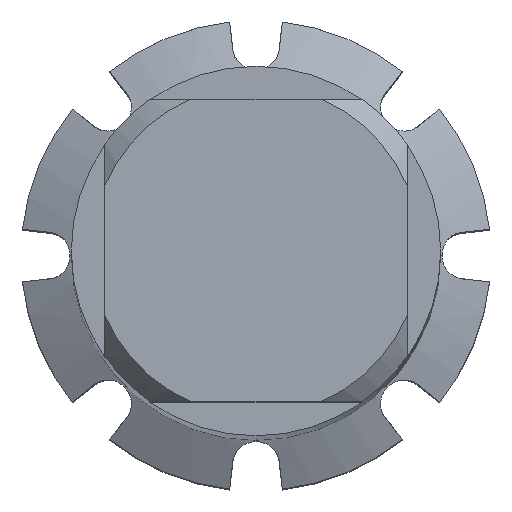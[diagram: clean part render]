
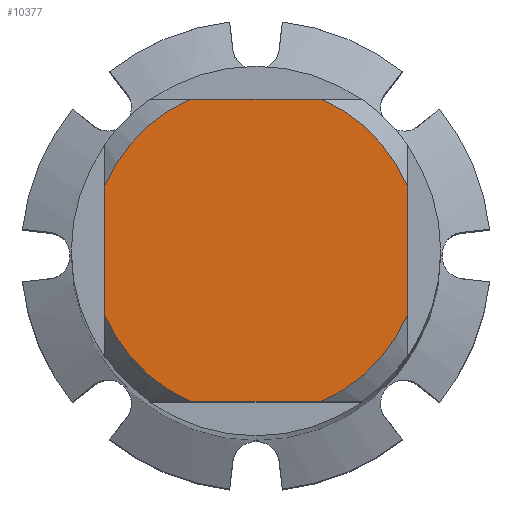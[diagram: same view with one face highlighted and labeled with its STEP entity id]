
A CAD part, top view. The second image highlights one B-rep face of the part: STEP entity #10377.
In plain terms, the highlighted planar face has unit normal (0, 0, 1).
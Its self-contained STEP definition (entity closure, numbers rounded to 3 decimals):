
#3847=EDGE_CURVE('',#8769,#7093,#10940,.T.);
#4233=VERTEX_POINT('',#11354);
#4827=EDGE_CURVE('',#10417,#7307,#11996,.T.);
#5061=EDGE_CURVE('',#8769,#6287,#12251,.T.);
#6095=EDGE_CURVE('',#9951,#6173,#13366,.T.);
#6173=VERTEX_POINT('',#13449);
#6287=VERTEX_POINT('',#13573);
#6703=EDGE_CURVE('',#10417,#7093,#14031,.T.);
#7093=VERTEX_POINT('',#14460);
#7307=VERTEX_POINT('',#14692);
#8419=EDGE_CURVE('',#4233,#7307,#15891,.T.);
#8769=VERTEX_POINT('',#16267);
#9231=EDGE_CURVE('',#9951,#6287,#16769,.T.);
#9587=EDGE_CURVE('',#4233,#6173,#17167,.T.);
#9951=VERTEX_POINT('',#17562);
#10377=ADVANCED_FACE('',(#18016),#18017,.T.);
#10417=VERTEX_POINT('',#18059);
#10940=CIRCLE('',#18851,4.9);
#11354=CARTESIAN_POINT('',(-4.5,1.939,0.0));
#11996=CIRCLE('',#20823,4.9);
#12251=LINE('',#21289,#21290);
#13366=LINE('',#23407,#23408);
#13449=CARTESIAN_POINT('',(-1.939,4.5,0.0));
#13573=CARTESIAN_POINT('',(4.5,1.939,0.0));
#14031=LINE('',#24560,#24561);
#14460=CARTESIAN_POINT('',(1.939,-4.5,0.0));
#14692=CARTESIAN_POINT('',(-4.5,-1.939,0.0));
#15891=LINE('',#27782,#27783);
#16267=CARTESIAN_POINT('',(4.5,-1.939,0.0));
#16769=CIRCLE('',#29463,4.9);
#17167=CIRCLE('',#30089,4.9);
#17562=CARTESIAN_POINT('',(1.939,4.5,0.0));
#18016=FACE_OUTER_BOUND('',#31711,.T.);
#18017=PLANE('',#31712);
#18059=CARTESIAN_POINT('',(-1.939,-4.5,0.0));
#18851=AXIS2_PLACEMENT_3D('',#32562,#32563,#32564);
#20823=AXIS2_PLACEMENT_3D('',#33672,#33673,#33674);
#21289=CARTESIAN_POINT('',(4.5,1.225,0.0));
#21290=VECTOR('',#34017,1.0);
#23407=CARTESIAN_POINT('',(0.0,4.5,0.0));
#23408=VECTOR('',#35229,1.0);
#24560=CARTESIAN_POINT('',(0.0,-4.5,0.0));
#24561=VECTOR('',#35901,1.0);
#27782=CARTESIAN_POINT('',(-4.5,1.225,0.0));
#27783=VECTOR('',#37797,1.0);
#29463=AXIS2_PLACEMENT_3D('',#38703,#38704,#38705);
#30089=AXIS2_PLACEMENT_3D('',#39174,#39175,#39176);
#31711=EDGE_LOOP('',(#40022,#40023,#40024,#40025,#40026,#40027,#40028,#40029));
#31712=AXIS2_PLACEMENT_3D('',#40030,#40031,#40032);
#32562=CARTESIAN_POINT('',(0.0,0.0,0.0));
#32563=DIRECTION('',(0.0,0.0,-1.0));
#32564=DIRECTION('',(0.0,1.0,0.0));
#33672=CARTESIAN_POINT('',(0.0,0.0,0.0));
#33673=DIRECTION('',(0.0,0.0,-1.0));
#33674=DIRECTION('',(0.0,1.0,0.0));
#34017=DIRECTION('',(-0.0,1.0,0.0));
#35229=DIRECTION('',(-1.0,0.0,0.0));
#35901=DIRECTION('',(1.0,0.0,0.0));
#37797=DIRECTION('',(-0.0,-1.0,0.0));
#38703=CARTESIAN_POINT('',(0.0,0.0,0.0));
#38704=DIRECTION('',(0.0,0.0,-1.0));
#38705=DIRECTION('',(0.0,1.0,0.0));
#39174=CARTESIAN_POINT('',(0.0,0.0,0.0));
#39175=DIRECTION('',(0.0,0.0,-1.0));
#39176=DIRECTION('',(0.0,1.0,0.0));
#40022=ORIENTED_EDGE('',*,*,#8419,.T.);
#40023=ORIENTED_EDGE('',*,*,#4827,.F.);
#40024=ORIENTED_EDGE('',*,*,#6703,.T.);
#40025=ORIENTED_EDGE('',*,*,#3847,.F.);
#40026=ORIENTED_EDGE('',*,*,#5061,.T.);
#40027=ORIENTED_EDGE('',*,*,#9231,.F.);
#40028=ORIENTED_EDGE('',*,*,#6095,.T.);
#40029=ORIENTED_EDGE('',*,*,#9587,.F.);
#40030=CARTESIAN_POINT('',(0.0,2.45,0.0));
#40031=DIRECTION('',(-0.0,0.0,1.0));
#40032=DIRECTION('',(0.0,-1.0,0.0));
